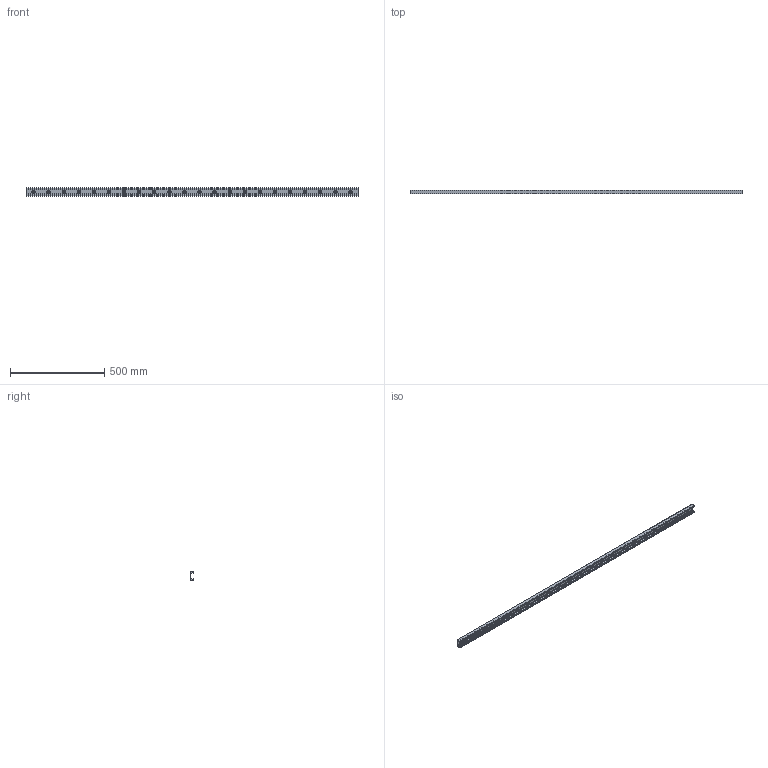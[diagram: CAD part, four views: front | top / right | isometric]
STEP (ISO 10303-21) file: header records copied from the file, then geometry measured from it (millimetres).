
FILE_DESCRIPTION((''),'2;1');
FILE_NAME('LCX 43-1760.C.stp','2016-04-28T09:30:28',('MRathmann'),(''),'Autodesk Inventor 2012','Autodesk Inventor 2012','');
FILE_SCHEMA(('CONFIG_CONTROL_DESIGN'));
Length unit declared in the file: millimetre
Products named in the file (1): LCX 43-1760.C
Bounding box: 1760 x 21 x 43 mm (x, y, z)
Volume: 594019.4 mm3; surface area: 282244.4 mm2
Topology: 1 solids, 1 shells, 94 faces, 232 edges, 162 vertices
Faces by surface type: cylinder 57, plane 37
Full cylindrical faces by diameter (mm): 10.5 x22, 18 x22
Entity records: 2562 total; most frequent: DIRECTION 470, CARTESIAN_POINT 401, ORIENTED_EDGE 332, AXIS2_PLACEMENT_3D 209, EDGE_LOOP 204, EDGE_CURVE 166, VERTEX_POINT 140, CIRCLE 114
